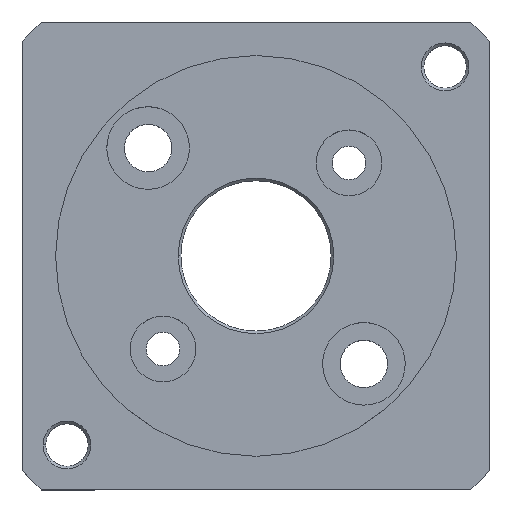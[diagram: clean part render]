
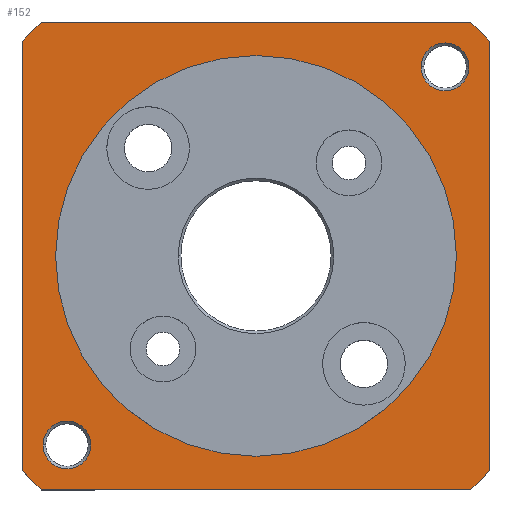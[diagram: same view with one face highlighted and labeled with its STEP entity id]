
A CAD part, top view. The second image highlights one B-rep face of the part: STEP entity #152.
In plain terms, the highlighted planar face has unit normal (0, 0, 1).
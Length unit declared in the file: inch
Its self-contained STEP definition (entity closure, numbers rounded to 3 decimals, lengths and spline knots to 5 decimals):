
#10 = CARTESIAN_POINT ( 'NONE',  ( -0.875, -0.80283, 0.15 ) ) ;
#49 = VERTEX_POINT ( 'NONE', #1877 ) ;
#56 = ORIENTED_EDGE ( 'NONE', *, *, #1811, .T. ) ;
#61 = DIRECTION ( 'NONE',  ( 0., 0., 1. ) ) ;
#65 = VECTOR ( 'NONE', #1679, 39.37008 ) ;
#93 = ORIENTED_EDGE ( 'NONE', *, *, #967, .T. ) ;
#97 = FACE_BOUND ( 'NONE', #426, .T. ) ;
#132 = PLANE ( 'NONE',  #597 ) ;
#150 = VERTEX_POINT ( 'NONE', #807 ) ;
#152 = ADVANCED_FACE ( 'NONE', ( #97, #965, #583, #792 ), #132, .F. ) ;
#162 = LINE ( 'NONE', #10, #65 ) ;
#181 = DIRECTION ( 'NONE',  ( 0., 0., -1. ) ) ;
#187 = CARTESIAN_POINT ( 'NONE',  ( 0.7495, 0., 0.15 ) ) ;
#206 = LINE ( 'NONE', #935, #1770 ) ;
#207 = AXIS2_PLACEMENT_3D ( 'NONE', #1633, #1483, #456 ) ;
#209 = CIRCLE ( 'NONE', #392, 1.1875 ) ;
#219 = CIRCLE ( 'NONE', #548, 0.7495 ) ;
#223 = VERTEX_POINT ( 'NONE', #505 ) ;
#236 = AXIS2_PLACEMENT_3D ( 'NONE', #1518, #1561, #1668 ) ;
#256 = DIRECTION ( 'NONE',  ( 0., 0., -1. ) ) ;
#260 = VERTEX_POINT ( 'NONE', #492 ) ;
#271 = AXIS2_PLACEMENT_3D ( 'NONE', #1774, #466, #1521 ) ;
#278 = CIRCLE ( 'NONE', #1634, 0.0895 ) ;
#304 = LINE ( 'NONE', #1020, #331 ) ;
#327 = CARTESIAN_POINT ( 'NONE',  ( 0.70711, 0.70711, 0.15 ) ) ;
#331 = VECTOR ( 'NONE', #593, 39.37008 ) ;
#358 = ORIENTED_EDGE ( 'NONE', *, *, #1038, .T. ) ;
#377 = DIRECTION ( 'NONE',  ( 1., 0., 0. ) ) ;
#392 = AXIS2_PLACEMENT_3D ( 'NONE', #570, #1449, #1308 ) ;
#416 = EDGE_CURVE ( 'NONE', #534, #1371, #1464, .T. ) ;
#421 = DIRECTION ( 'NONE',  ( 0., 0., 1. ) ) ;
#425 = CIRCLE ( 'NONE', #1369, 1.1875 ) ;
#426 = EDGE_LOOP ( 'NONE', ( #1759, #56 ) ) ;
#452 = ORIENTED_EDGE ( 'NONE', *, *, #1792, .T. ) ;
#456 = DIRECTION ( 'NONE',  ( 1., 0., 0. ) ) ;
#466 = DIRECTION ( 'NONE',  ( 0., 0., 1. ) ) ;
#468 = ORIENTED_EDGE ( 'NONE', *, *, #1504, .T. ) ;
#488 = CARTESIAN_POINT ( 'NONE',  ( 0.875, -0.80283, 0.15 ) ) ;
#492 = CARTESIAN_POINT ( 'NONE',  ( -0.61761, -0.70711, 0.15 ) ) ;
#505 = CARTESIAN_POINT ( 'NONE',  ( -0.7495, 0., 0.15 ) ) ;
#510 = CARTESIAN_POINT ( 'NONE',  ( -0.79661, -0.70711, 0.15 ) ) ;
#521 = DIRECTION ( 'NONE',  ( -1., 0., 0. ) ) ;
#522 = CARTESIAN_POINT ( 'NONE',  ( 0., 0., 0.15 ) ) ;
#526 = AXIS2_PLACEMENT_3D ( 'NONE', #1649, #1043, #1195 ) ;
#534 = VERTEX_POINT ( 'NONE', #797 ) ;
#548 = AXIS2_PLACEMENT_3D ( 'NONE', #522, #1407, #377 ) ;
#562 = CIRCLE ( 'NONE', #236, 0.0895 ) ;
#569 = ORIENTED_EDGE ( 'NONE', *, *, #416, .T. ) ;
#570 = CARTESIAN_POINT ( 'NONE',  ( 0., 0., 0.15 ) ) ;
#573 = CARTESIAN_POINT ( 'NONE',  ( 0., 0., 0.15 ) ) ;
#583 = FACE_BOUND ( 'NONE', #688, .T. ) ;
#585 = VERTEX_POINT ( 'NONE', #510 ) ;
#593 = DIRECTION ( 'NONE',  ( 0., 1., 0. ) ) ;
#597 = AXIS2_PLACEMENT_3D ( 'NONE', #1703, #666, #521 ) ;
#602 = AXIS2_PLACEMENT_3D ( 'NONE', #1292, #256, #1135 ) ;
#613 = EDGE_CURVE ( 'NONE', #1841, #1439, #209, .T. ) ;
#666 = DIRECTION ( 'NONE',  ( 0., 0., -1. ) ) ;
#683 = ORIENTED_EDGE ( 'NONE', *, *, #883, .F. ) ;
#688 = EDGE_LOOP ( 'NONE', ( #683, #1193 ) ) ;
#689 = EDGE_CURVE ( 'NONE', #260, #585, #1777, .T. ) ;
#713 = VERTEX_POINT ( 'NONE', #488 ) ;
#761 = DIRECTION ( 'NONE',  ( 1., 0., 0. ) ) ;
#785 = DIRECTION ( 'NONE',  ( -1., 0., 0. ) ) ;
#792 = FACE_OUTER_BOUND ( 'NONE', #1717, .T. ) ;
#797 = CARTESIAN_POINT ( 'NONE',  ( -0.80283, 0.875, 0.15 ) ) ;
#806 = CARTESIAN_POINT ( 'NONE',  ( -0.80283, 0.875, 0.15 ) ) ;
#807 = CARTESIAN_POINT ( 'NONE',  ( 0.79661, 0.70711, 0.15 ) ) ;
#829 = ORIENTED_EDGE ( 'NONE', *, *, #1540, .T. ) ;
#841 = VECTOR ( 'NONE', #785, 39.37008 ) ;
#883 = EDGE_CURVE ( 'NONE', #1600, #223, #219, .T. ) ;
#915 = CARTESIAN_POINT ( 'NONE',  ( 0.61761, 0.70711, 0.15 ) ) ;
#922 = VERTEX_POINT ( 'NONE', #1404 ) ;
#926 = EDGE_LOOP ( 'NONE', ( #358, #452 ) ) ;
#932 = ORIENTED_EDGE ( 'NONE', *, *, #1579, .T. ) ;
#935 = CARTESIAN_POINT ( 'NONE',  ( 0.80283, -0.875, 0.15 ) ) ;
#938 = DIRECTION ( 'NONE',  ( -1., 0., 0. ) ) ;
#965 = FACE_BOUND ( 'NONE', #926, .T. ) ;
#967 = EDGE_CURVE ( 'NONE', #1226, #922, #425, .T. ) ;
#1020 = CARTESIAN_POINT ( 'NONE',  ( 0.875, 0.80283, 0.15 ) ) ;
#1038 = EDGE_CURVE ( 'NONE', #150, #1620, #278, .T. ) ;
#1043 = DIRECTION ( 'NONE',  ( 0., 0., -1. ) ) ;
#1046 = DIRECTION ( 'NONE',  ( -1., 0., 0. ) ) ;
#1087 = CARTESIAN_POINT ( 'NONE',  ( 0., 0., 0.15 ) ) ;
#1115 = AXIS2_PLACEMENT_3D ( 'NONE', #573, #421, #1313 ) ;
#1122 = EDGE_CURVE ( 'NONE', #223, #1600, #1325, .T. ) ;
#1135 = DIRECTION ( 'NONE',  ( -1., 0., 0. ) ) ;
#1150 = LINE ( 'NONE', #806, #841 ) ;
#1184 = ORIENTED_EDGE ( 'NONE', *, *, #613, .T. ) ;
#1193 = ORIENTED_EDGE ( 'NONE', *, *, #1122, .F. ) ;
#1195 = DIRECTION ( 'NONE',  ( -1., 0., 0. ) ) ;
#1200 = CIRCLE ( 'NONE', #271, 1.1875 ) ;
#1226 = VERTEX_POINT ( 'NONE', #1324 ) ;
#1292 = CARTESIAN_POINT ( 'NONE',  ( -0.70711, -0.70711, 0.15 ) ) ;
#1306 = CARTESIAN_POINT ( 'NONE',  ( 0.875, 0.80283, 0.15 ) ) ;
#1308 = DIRECTION ( 'NONE',  ( -1., 0., 0. ) ) ;
#1313 = DIRECTION ( 'NONE',  ( -1., 0., 0. ) ) ;
#1324 = CARTESIAN_POINT ( 'NONE',  ( -0.875, -0.80283, 0.15 ) ) ;
#1325 = CIRCLE ( 'NONE', #207, 0.7495 ) ;
#1368 = CARTESIAN_POINT ( 'NONE',  ( -0.875, 0.80283, 0.15 ) ) ;
#1369 = AXIS2_PLACEMENT_3D ( 'NONE', #1087, #61, #938 ) ;
#1371 = VERTEX_POINT ( 'NONE', #1368 ) ;
#1398 = CARTESIAN_POINT ( 'NONE',  ( 0.80283, 0.875, 0.15 ) ) ;
#1404 = CARTESIAN_POINT ( 'NONE',  ( -0.80283, -0.875, 0.15 ) ) ;
#1407 = DIRECTION ( 'NONE',  ( 0., 0., 1. ) ) ;
#1439 = VERTEX_POINT ( 'NONE', #1398 ) ;
#1449 = DIRECTION ( 'NONE',  ( 0., 0., 1. ) ) ;
#1464 = CIRCLE ( 'NONE', #1115, 1.1875 ) ;
#1483 = DIRECTION ( 'NONE',  ( 0., 0., 1. ) ) ;
#1492 = EDGE_CURVE ( 'NONE', #1439, #534, #1150, .T. ) ;
#1504 = EDGE_CURVE ( 'NONE', #49, #713, #1200, .T. ) ;
#1518 = CARTESIAN_POINT ( 'NONE',  ( -0.70711, -0.70711, 0.15 ) ) ;
#1521 = DIRECTION ( 'NONE',  ( -1., 0., 0. ) ) ;
#1540 = EDGE_CURVE ( 'NONE', #1371, #1226, #162, .T. ) ;
#1561 = DIRECTION ( 'NONE',  ( 0., 0., -1. ) ) ;
#1579 = EDGE_CURVE ( 'NONE', #922, #49, #206, .T. ) ;
#1600 = VERTEX_POINT ( 'NONE', #187 ) ;
#1620 = VERTEX_POINT ( 'NONE', #915 ) ;
#1623 = CIRCLE ( 'NONE', #526, 0.0895 ) ;
#1633 = CARTESIAN_POINT ( 'NONE',  ( 0., 0., 0.15 ) ) ;
#1634 = AXIS2_PLACEMENT_3D ( 'NONE', #327, #181, #1046 ) ;
#1646 = ORIENTED_EDGE ( 'NONE', *, *, #1655, .T. ) ;
#1649 = CARTESIAN_POINT ( 'NONE',  ( 0.70711, 0.70711, 0.15 ) ) ;
#1655 = EDGE_CURVE ( 'NONE', #713, #1841, #304, .T. ) ;
#1668 = DIRECTION ( 'NONE',  ( -1., 0., 0. ) ) ;
#1679 = DIRECTION ( 'NONE',  ( 0., -1., 0. ) ) ;
#1703 = CARTESIAN_POINT ( 'NONE',  ( 0., 0., 0.15 ) ) ;
#1717 = EDGE_LOOP ( 'NONE', ( #468, #1646, #1184, #1863, #569, #829, #93, #932 ) ) ;
#1759 = ORIENTED_EDGE ( 'NONE', *, *, #689, .T. ) ;
#1770 = VECTOR ( 'NONE', #761, 39.37008 ) ;
#1774 = CARTESIAN_POINT ( 'NONE',  ( 0., 0., 0.15 ) ) ;
#1777 = CIRCLE ( 'NONE', #602, 0.0895 ) ;
#1792 = EDGE_CURVE ( 'NONE', #1620, #150, #1623, .T. ) ;
#1811 = EDGE_CURVE ( 'NONE', #585, #260, #562, .T. ) ;
#1841 = VERTEX_POINT ( 'NONE', #1306 ) ;
#1863 = ORIENTED_EDGE ( 'NONE', *, *, #1492, .T. ) ;
#1877 = CARTESIAN_POINT ( 'NONE',  ( 0.80283, -0.875, 0.15 ) ) ;
